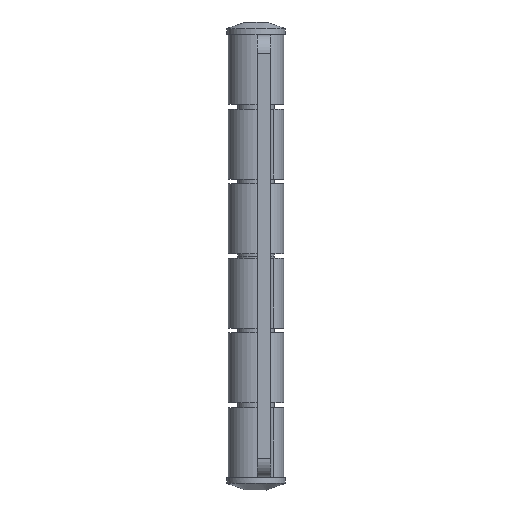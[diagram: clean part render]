
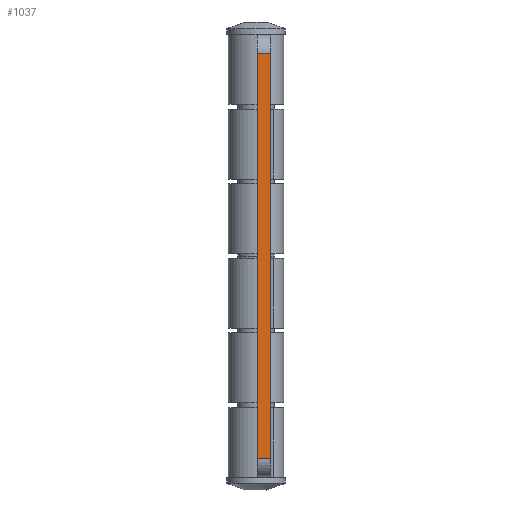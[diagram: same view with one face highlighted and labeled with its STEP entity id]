
A CAD part, front view. The second image highlights one B-rep face of the part: STEP entity #1037.
In plain terms, the highlighted face is planar.
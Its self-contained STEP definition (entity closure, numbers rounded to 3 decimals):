
#83 = CARTESIAN_POINT ( 'NONE',  ( 0.4, 76.2, -69.5 ) ) ;
#105 = ORIENTED_EDGE ( 'NONE', *, *, #1304, .F. ) ;
#116 = DIRECTION ( 'NONE',  ( 0., 0., -1. ) ) ;
#270 = EDGE_CURVE ( 'NONE', #2071, #507, #561, .T. ) ;
#405 = VERTEX_POINT ( 'NONE', #1181 ) ;
#419 = DIRECTION ( 'NONE',  ( 0., 0., -1. ) ) ;
#456 = DIRECTION ( 'NONE',  ( 0., 0., -1. ) ) ;
#507 = VERTEX_POINT ( 'NONE', #517 ) ;
#517 = CARTESIAN_POINT ( 'NONE',  ( 0.4, 76.2, -69.5 ) ) ;
#535 = ORIENTED_EDGE ( 'NONE', *, *, #2209, .F. ) ;
#561 = LINE ( 'NONE', #1655, #957 ) ;
#586 = CARTESIAN_POINT ( 'NONE',  ( 0.4, 76.2, 76. ) ) ;
#730 = CARTESIAN_POINT ( 'NONE',  ( 5., 76.2, -69.5 ) ) ;
#800 = CARTESIAN_POINT ( 'NONE',  ( 5., 76.2, 76. ) ) ;
#893 = LINE ( 'NONE', #1112, #2191 ) ;
#896 = VECTOR ( 'NONE', #1115, 1000. ) ;
#929 = ORIENTED_EDGE ( 'NONE', *, *, #1378, .T. ) ;
#957 = VECTOR ( 'NONE', #456, 1000. ) ;
#969 = VERTEX_POINT ( 'NONE', #730 ) ;
#995 = EDGE_LOOP ( 'NONE', ( #535, #929, #105, #1759 ) ) ;
#1037 = ADVANCED_FACE ( 'NONE', ( #1778 ), #1268, .F. ) ;
#1112 = CARTESIAN_POINT ( 'NONE',  ( 0.4, 76.2, 69.5 ) ) ;
#1115 = DIRECTION ( 'NONE',  ( 1., 0., 0. ) ) ;
#1181 = CARTESIAN_POINT ( 'NONE',  ( 5., 76.2, 69.5 ) ) ;
#1186 = VECTOR ( 'NONE', #116, 1000. ) ;
#1268 = PLANE ( 'NONE',  #1764 ) ;
#1304 = EDGE_CURVE ( 'NONE', #507, #969, #1401, .T. ) ;
#1378 = EDGE_CURVE ( 'NONE', #405, #969, #1650, .T. ) ;
#1401 = LINE ( 'NONE', #83, #896 ) ;
#1439 = DIRECTION ( 'NONE',  ( 0., -1., 0. ) ) ;
#1563 = CARTESIAN_POINT ( 'NONE',  ( 0.4, 76.2, 69.5 ) ) ;
#1634 = DIRECTION ( 'NONE',  ( -1., 0., 0. ) ) ;
#1650 = LINE ( 'NONE', #800, #1186 ) ;
#1655 = CARTESIAN_POINT ( 'NONE',  ( 0.4, 76.2, 76. ) ) ;
#1759 = ORIENTED_EDGE ( 'NONE', *, *, #270, .F. ) ;
#1764 = AXIS2_PLACEMENT_3D ( 'NONE', #586, #1439, #419 ) ;
#1778 = FACE_OUTER_BOUND ( 'NONE', #995, .T. ) ;
#2071 = VERTEX_POINT ( 'NONE', #1563 ) ;
#2191 = VECTOR ( 'NONE', #1634, 1000. ) ;
#2209 = EDGE_CURVE ( 'NONE', #405, #2071, #893, .T. ) ;
